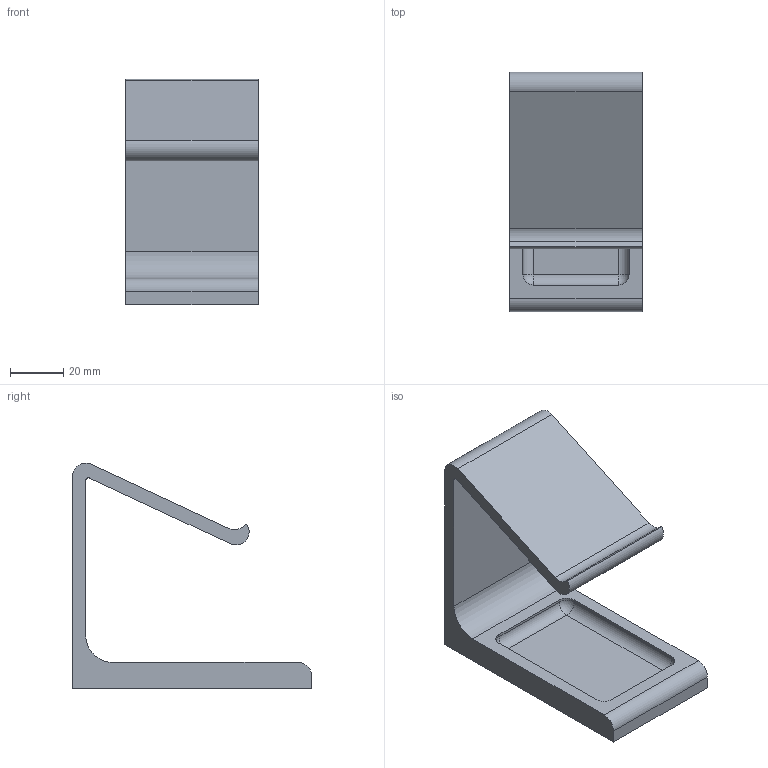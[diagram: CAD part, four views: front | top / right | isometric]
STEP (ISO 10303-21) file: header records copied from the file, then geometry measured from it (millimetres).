
FILE_DESCRIPTION(('FreeCAD Model'),'2;1');
FILE_NAME('Open CASCADE Shape Model','2025-11-25T20:49:47',('Author'),( ''),'Open CASCADE STEP processor 7.8','FreeCAD','Unknown');
FILE_SCHEMA(('AUTOMOTIVE_DESIGN { 1 0 10303 214 1 1 1 1 }'));
Length unit declared in the file: millimetre
Products named in the file (1): with_tray
Bounding box: 50 x 90 x 84.99 mm (x, y, z)
Volume: 70002.6 mm3; surface area: 27629.8 mm2
Topology: 1 solids, 1 shells, 33 faces, 82 edges, 48 vertices
Faces by surface type: plane 15, cylinder 14, sphere 4
Entity records: 2001 total; most frequent: CARTESIAN_POINT 358, DIRECTION 323, LINE 190, VECTOR 190, ORIENTED_EDGE 156, PCURVE 156, DEFINITIONAL_REPRESENTATION 156, EDGE_CURVE 78
